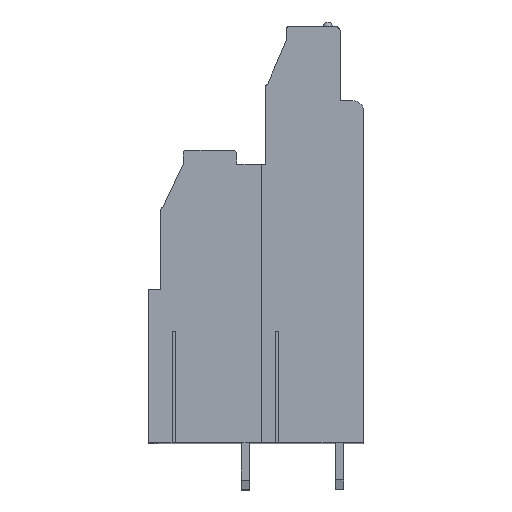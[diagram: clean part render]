
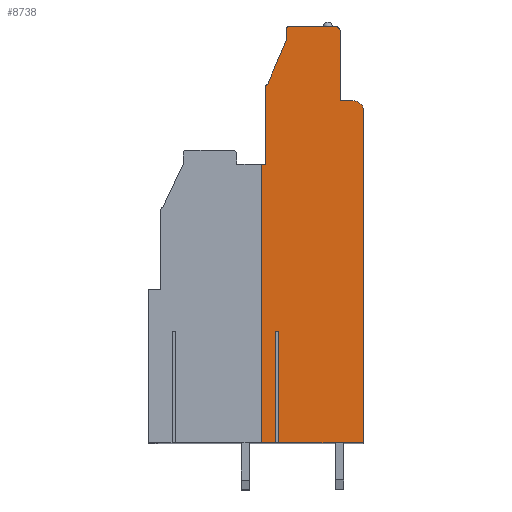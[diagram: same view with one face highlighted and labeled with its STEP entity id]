
A CAD part, top view. The second image highlights one B-rep face of the part: STEP entity #8738.
In plain terms, the highlighted planar face has unit normal (0, 0, 1).
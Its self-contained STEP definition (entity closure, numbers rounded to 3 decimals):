
#13=DIRECTION('',(1.,0.,0.));
#14=VECTOR('',#13,0.38);
#15=CARTESIAN_POINT('',(1.01,-18.05,43.18));
#16=LINE('',#15,#14);
#17=DIRECTION('',(0.,1.,0.));
#18=VECTOR('',#17,11.95);
#19=CARTESIAN_POINT('',(1.01,-30.,43.18));
#20=LINE('',#19,#18);
#21=DIRECTION('',(1.,0.,0.));
#22=VECTOR('',#21,1.51);
#23=CARTESIAN_POINT('',(-0.5,-30.,43.18));
#24=LINE('',#23,#22);
#25=DIRECTION('',(0.,1.,0.));
#26=VECTOR('',#25,30.);
#27=CARTESIAN_POINT('',(-0.5,-30.,43.18));
#28=LINE('',#27,#26);
#29=DIRECTION('',(-1.,0.,0.));
#30=VECTOR('',#29,0.5);
#31=CARTESIAN_POINT('',(0.,0.,43.18));
#32=LINE('',#31,#30);
#33=DIRECTION('',(0.,-1.,0.));
#34=VECTOR('',#33,8.4);
#35=CARTESIAN_POINT('',(0.,8.4,43.18));
#36=LINE('',#35,#34);
#37=CARTESIAN_POINT('',(0.2,8.4,43.18));
#38=DIRECTION('',(0.,0.,1.));
#39=DIRECTION('',(0.,1.,0.));
#40=AXIS2_PLACEMENT_3D('',#37,#38,#39);
#42=DIRECTION('',(-0.392,-0.92,0.));
#43=VECTOR('',#42,5.108);
#44=CARTESIAN_POINT('',(2.2,13.3,43.18));
#45=LINE('',#44,#43);
#46=DIRECTION('',(0.,-1.,0.));
#47=VECTOR('',#46,1.2);
#48=CARTESIAN_POINT('',(2.2,14.5,43.18));
#49=LINE('',#48,#47);
#50=CARTESIAN_POINT('',(2.5,14.5,43.18));
#51=DIRECTION('',(0.,0.,1.));
#52=DIRECTION('',(0.,1.,0.));
#53=AXIS2_PLACEMENT_3D('',#50,#51,#52);
#55=DIRECTION('',(-1.,0.,0.));
#56=VECTOR('',#55,5.);
#57=CARTESIAN_POINT('',(7.5,14.8,43.18));
#58=LINE('',#57,#56);
#59=CARTESIAN_POINT('',(7.5,14.3,43.18));
#60=DIRECTION('',(0.,0.,1.));
#61=DIRECTION('',(1.,0.,0.));
#62=AXIS2_PLACEMENT_3D('',#59,#60,#61);
#64=DIRECTION('',(0.,1.,0.));
#65=VECTOR('',#64,7.5);
#66=CARTESIAN_POINT('',(8.,6.8,43.18));
#67=LINE('',#66,#65);
#68=DIRECTION('',(-1.,0.,0.));
#69=VECTOR('',#68,1.5);
#70=CARTESIAN_POINT('',(9.5,6.8,43.18));
#71=LINE('',#70,#69);
#72=CARTESIAN_POINT('',(9.5,5.8,43.18));
#73=DIRECTION('',(0.,0.,1.));
#74=DIRECTION('',(1.,0.,0.));
#75=AXIS2_PLACEMENT_3D('',#72,#73,#74);
#77=DIRECTION('',(0.,1.,0.));
#78=VECTOR('',#77,35.8);
#79=CARTESIAN_POINT('',(10.5,-30.,43.18));
#80=LINE('',#79,#78);
#81=DIRECTION('',(1.,0.,0.));
#82=VECTOR('',#81,9.11);
#83=CARTESIAN_POINT('',(1.39,-30.,43.18));
#84=LINE('',#83,#82);
#85=DIRECTION('',(0.,1.,0.));
#86=VECTOR('',#85,11.95);
#87=CARTESIAN_POINT('',(1.39,-30.,43.18));
#88=LINE('',#87,#86);
#6699=CARTESIAN_POINT('',(10.5,-30.,43.18));
#6700=CARTESIAN_POINT('',(10.5,5.8,43.18));
#6701=VERTEX_POINT('',#6699);
#6702=VERTEX_POINT('',#6700);
#6703=CARTESIAN_POINT('',(9.5,6.8,43.18));
#6704=VERTEX_POINT('',#6703);
#6705=CARTESIAN_POINT('',(8.,6.8,43.18));
#6706=VERTEX_POINT('',#6705);
#6707=CARTESIAN_POINT('',(8.,14.3,43.18));
#6708=VERTEX_POINT('',#6707);
#6709=CARTESIAN_POINT('',(7.5,14.8,43.18));
#6710=VERTEX_POINT('',#6709);
#6711=CARTESIAN_POINT('',(2.5,14.8,43.18));
#6712=VERTEX_POINT('',#6711);
#6713=CARTESIAN_POINT('',(2.2,14.5,43.18));
#6714=VERTEX_POINT('',#6713);
#6715=CARTESIAN_POINT('',(2.2,13.3,43.18));
#6716=VERTEX_POINT('',#6715);
#6717=CARTESIAN_POINT('',(0.2,8.6,43.18));
#6718=VERTEX_POINT('',#6717);
#6719=CARTESIAN_POINT('',(0.,8.4,43.18));
#6720=VERTEX_POINT('',#6719);
#6721=CARTESIAN_POINT('',(0.,0.,43.18));
#6722=VERTEX_POINT('',#6721);
#6747=CARTESIAN_POINT('',(-0.5,-30.,43.18));
#6748=CARTESIAN_POINT('',(-0.5,0.,43.18));
#6749=VERTEX_POINT('',#6747);
#6750=VERTEX_POINT('',#6748);
#6831=CARTESIAN_POINT('',(1.01,-18.05,43.18));
#6832=CARTESIAN_POINT('',(1.39,-18.05,43.18));
#6833=VERTEX_POINT('',#6831);
#6834=VERTEX_POINT('',#6832);
#6835=CARTESIAN_POINT('',(1.01,-30.,43.18));
#6836=VERTEX_POINT('',#6835);
#6837=CARTESIAN_POINT('',(1.39,-30.,43.18));
#6838=VERTEX_POINT('',#6837);
#8695=CARTESIAN_POINT('',(0.,0.,43.18));
#8696=DIRECTION('',(0.,0.,1.));
#8697=DIRECTION('',(1.,0.,0.));
#8698=AXIS2_PLACEMENT_3D('',#8695,#8696,#8697);
#8699=PLANE('',#8698);
#8701=ORIENTED_EDGE('',*,*,#8700,.F.);
#8703=ORIENTED_EDGE('',*,*,#8702,.F.);
#8705=ORIENTED_EDGE('',*,*,#8704,.F.);
#8707=ORIENTED_EDGE('',*,*,#8706,.T.);
#8709=ORIENTED_EDGE('',*,*,#8708,.F.);
#8711=ORIENTED_EDGE('',*,*,#8710,.F.);
#8713=ORIENTED_EDGE('',*,*,#8712,.F.);
#8715=ORIENTED_EDGE('',*,*,#8714,.F.);
#8717=ORIENTED_EDGE('',*,*,#8716,.F.);
#8719=ORIENTED_EDGE('',*,*,#8718,.F.);
#8721=ORIENTED_EDGE('',*,*,#8720,.F.);
#8723=ORIENTED_EDGE('',*,*,#8722,.F.);
#8725=ORIENTED_EDGE('',*,*,#8724,.F.);
#8727=ORIENTED_EDGE('',*,*,#8726,.F.);
#8729=ORIENTED_EDGE('',*,*,#8728,.F.);
#8731=ORIENTED_EDGE('',*,*,#8730,.F.);
#8733=ORIENTED_EDGE('',*,*,#8732,.F.);
#8735=ORIENTED_EDGE('',*,*,#8734,.T.);
#8736=EDGE_LOOP('',(#8701,#8703,#8705,#8707,#8709,#8711,#8713,#8715,#8717,#8719,
#8721,#8723,#8725,#8727,#8729,#8731,#8733,#8735));
#8737=FACE_OUTER_BOUND('',#8736,.F.);
#41=CIRCLE('',#40,0.2);
#54=CIRCLE('',#53,0.3);
#63=CIRCLE('',#62,0.5);
#76=CIRCLE('',#75,1.);
#8700=EDGE_CURVE('',#6833,#6834,#16,.T.);
#8702=EDGE_CURVE('',#6836,#6833,#20,.T.);
#8704=EDGE_CURVE('',#6749,#6836,#24,.T.);
#8706=EDGE_CURVE('',#6749,#6750,#28,.T.);
#8708=EDGE_CURVE('',#6722,#6750,#32,.T.);
#8710=EDGE_CURVE('',#6720,#6722,#36,.T.);
#8712=EDGE_CURVE('',#6718,#6720,#41,.T.);
#8714=EDGE_CURVE('',#6716,#6718,#45,.T.);
#8716=EDGE_CURVE('',#6714,#6716,#49,.T.);
#8718=EDGE_CURVE('',#6712,#6714,#54,.T.);
#8720=EDGE_CURVE('',#6710,#6712,#58,.T.);
#8722=EDGE_CURVE('',#6708,#6710,#63,.T.);
#8724=EDGE_CURVE('',#6706,#6708,#67,.T.);
#8726=EDGE_CURVE('',#6704,#6706,#71,.T.);
#8728=EDGE_CURVE('',#6702,#6704,#76,.T.);
#8730=EDGE_CURVE('',#6701,#6702,#80,.T.);
#8732=EDGE_CURVE('',#6838,#6701,#84,.T.);
#8734=EDGE_CURVE('',#6838,#6834,#88,.T.);
#8738=ADVANCED_FACE('',(#8737),#8699,.T.);
